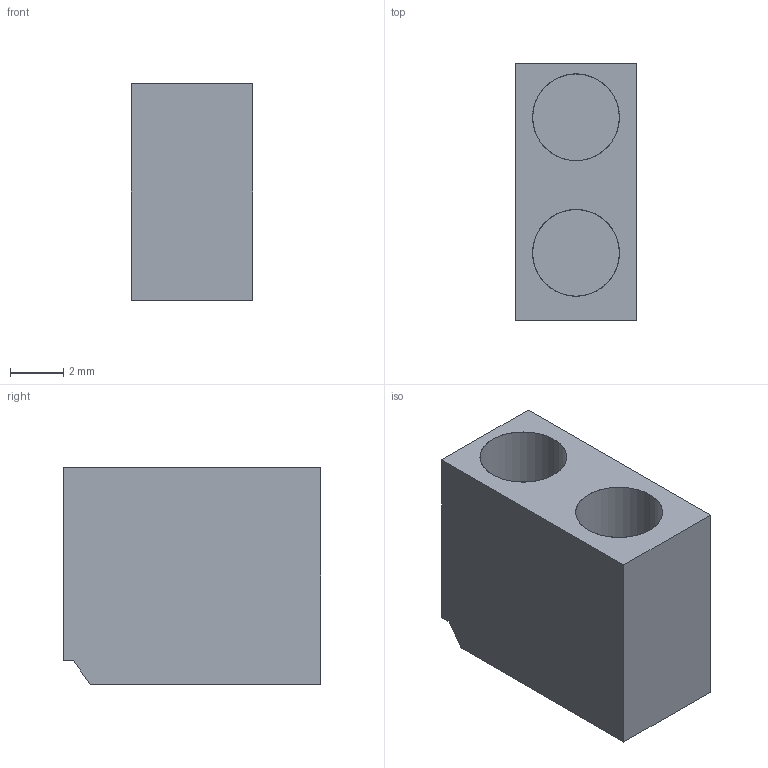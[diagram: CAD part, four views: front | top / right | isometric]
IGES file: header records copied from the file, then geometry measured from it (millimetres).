
Start section: SolidWorks IGES file using analytic representation for surfaces
Global section: file name: H-201C.IGS; native system: SolidWorks 2012; preprocessor: SolidWorks 2012; author: sraja; date: 120820.131116; units: inch
Bounding box: 4.57 x 9.65 x 8.13 mm (x, y, z)
Surface area: 368.2 mm2 (no closed solid volume)
Topology: 0 solids, 0 shells, 14 faces, 180 edges, 180 vertices
Faces by surface type: bspline 10, revolution 4
